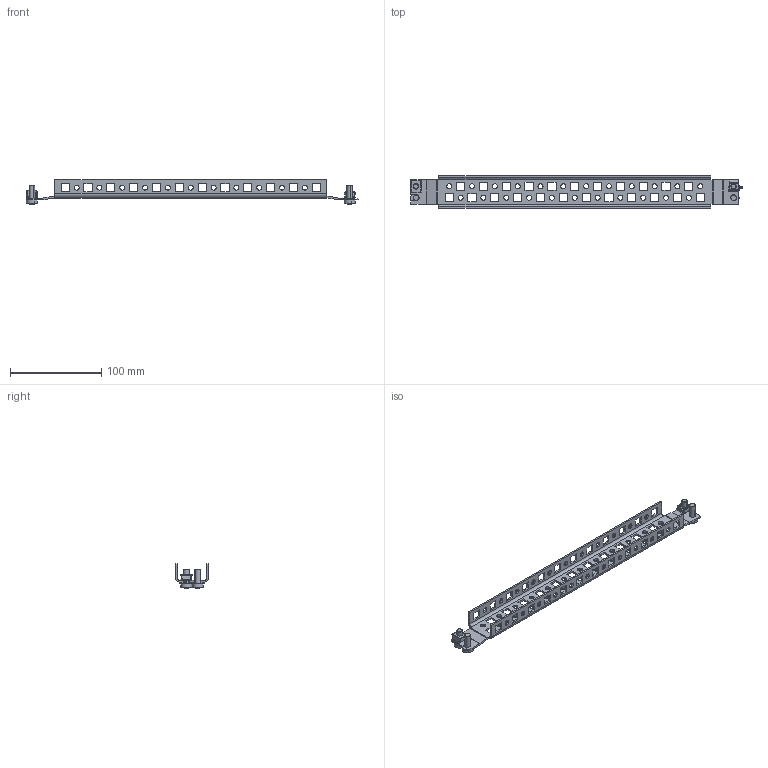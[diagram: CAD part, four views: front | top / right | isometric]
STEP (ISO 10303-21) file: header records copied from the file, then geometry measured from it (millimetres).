
FILE_DESCRIPTION (( 'STEP AP214' ), '1' );
FILE_NAME ('ARM400 Ðåéêà ìîíòàæíàÿ_èçâ0014_09.18.step', '2020-11-05T13:38:13', ( '' ), ( '' ), 'SwSTEP 2.0', 'SolidWorks 2019', '' );
FILE_SCHEMA (( 'AUTOMOTIVE_DESIGN' ));
Length unit declared in the file: millimetre
Products named in the file (6): AVT001.00.01.14 Ðåéêà ìîíòàæíàÿ_èçâ0009_05.18_00; Âèíò ñàìîíàðåçàþùèé Ì6 DIN 7516À_6å16; Ãàéêà êëåòåâàÿ Ì6_3À; ARM400 Ðåéêà ìîíòàæíàÿ_èçâ0014_09.18; Ãàéêà çàêëàäíàÿ Ì6 àðò.2106Ñ_00; Âèíò Ì6 DIN 7985_6å16
Assembly tree (7 placements, depth 2):
  ARM400 Ðåéêà ìîíòàæíàÿ_èçâ0014_09.18
    AVT001.00.01.14 Ðåéêà ìîíòàæíàÿ_èçâ0009_05.18_00
    Ãàéêà êëåòåâàÿ Ì6_3À
    Âèíò ñàìîíàðåçàþùèé Ì6 DIN 7516À_6å16  x2
    Âèíò Ì6 DIN 7985_6å16  x2
    Ãàéêà çàêëàäíàÿ Ì6 àðò.2106Ñ_00
Bounding box: 363.64 x 36 x 26.59 mm (x, y, z)
Volume: 38822.6 mm3; surface area: 46031.1 mm2
Topology: 8 solids, 8 shells, 608 faces, 1612 edges, 1024 vertices
Faces by surface type: plane 423, cylinder 173, sphere 8, cone 4
Entity records: 17961 total; most frequent: CARTESIAN_POINT 3108, ORIENTED_EDGE 3000, DIRECTION 2960, EDGE_CURVE 1500, LINE 1132, VECTOR 1132, VERTEX_POINT 950, AXIS2_PLACEMENT_3D 914
